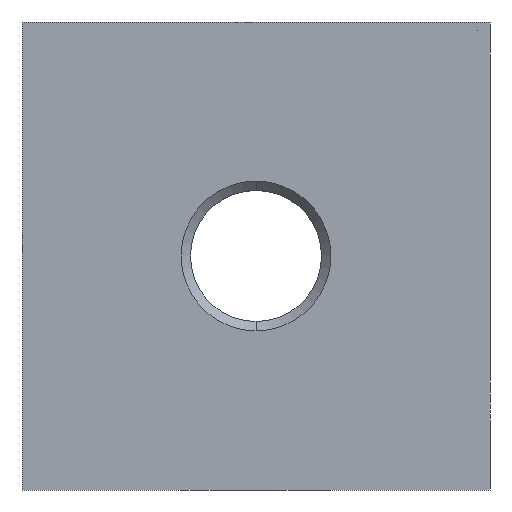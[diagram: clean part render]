
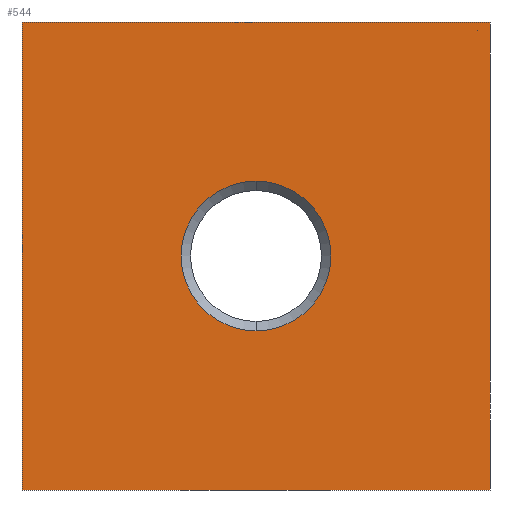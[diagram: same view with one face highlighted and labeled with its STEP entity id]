
A CAD part, front view. The second image highlights one B-rep face of the part: STEP entity #544.
In plain terms, the highlighted planar face has unit normal (0, -1, 0).
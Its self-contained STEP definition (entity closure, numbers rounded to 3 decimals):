
#10 = DIRECTION ( 'NONE',  ( 0., 1., 0. ) ) ;
#53 = ORIENTED_EDGE ( 'NONE', *, *, #480, .T. ) ;
#105 = VERTEX_POINT ( 'NONE', #280 ) ;
#107 = LINE ( 'NONE', #557, #373 ) ;
#111 = VERTEX_POINT ( 'NONE', #577 ) ;
#113 = ORIENTED_EDGE ( 'NONE', *, *, #685, .T. ) ;
#116 = ORIENTED_EDGE ( 'NONE', *, *, #660, .T. ) ;
#119 = VECTOR ( 'NONE', #446, 1000. ) ;
#122 = AXIS2_PLACEMENT_3D ( 'NONE', #420, #364, #427 ) ;
#124 = EDGE_LOOP ( 'NONE', ( #116, #301 ) ) ;
#145 = CARTESIAN_POINT ( 'NONE',  ( 12.5, 0., 25. ) ) ;
#154 = CIRCLE ( 'NONE', #501, 4. ) ;
#163 = VERTEX_POINT ( 'NONE', #573 ) ;
#186 = VECTOR ( 'NONE', #688, 1000. ) ;
#227 = LINE ( 'NONE', #145, #530 ) ;
#243 = DIRECTION ( 'NONE',  ( 0., 0., -1. ) ) ;
#263 = LINE ( 'NONE', #504, #119 ) ;
#268 = ORIENTED_EDGE ( 'NONE', *, *, #711, .F. ) ;
#275 = CARTESIAN_POINT ( 'NONE',  ( 0., 0., 12.5 ) ) ;
#280 = CARTESIAN_POINT ( 'NONE',  ( 0., 0., 8.5 ) ) ;
#285 = CARTESIAN_POINT ( 'NONE',  ( -12.5, 0., 25. ) ) ;
#298 = EDGE_LOOP ( 'NONE', ( #53, #331, #268, #113 ) ) ;
#301 = ORIENTED_EDGE ( 'NONE', *, *, #695, .T. ) ;
#323 = FACE_OUTER_BOUND ( 'NONE', #298, .T. ) ;
#325 = DIRECTION ( 'NONE',  ( 0., 1., 0. ) ) ;
#329 = DIRECTION ( 'NONE',  ( -1., 0., 0. ) ) ;
#331 = ORIENTED_EDGE ( 'NONE', *, *, #707, .F. ) ;
#333 = VERTEX_POINT ( 'NONE', #399 ) ;
#341 = CARTESIAN_POINT ( 'NONE',  ( 12.5, 0., 0. ) ) ;
#360 = FACE_BOUND ( 'NONE', #124, .T. ) ;
#364 = DIRECTION ( 'NONE',  ( 0., 1., 0. ) ) ;
#373 = VECTOR ( 'NONE', #329, 1000. ) ;
#385 = CIRCLE ( 'NONE', #478, 4. ) ;
#399 = CARTESIAN_POINT ( 'NONE',  ( -12.5, 0., 0. ) ) ;
#420 = CARTESIAN_POINT ( 'NONE',  ( 12.5, 0., 25. ) ) ;
#425 = PLANE ( 'NONE',  #122 ) ;
#427 = DIRECTION ( 'NONE',  ( 0., 0., 1. ) ) ;
#439 = DIRECTION ( 'NONE',  ( 0., 0., 1. ) ) ;
#445 = CARTESIAN_POINT ( 'NONE',  ( 0., 0., 12.5 ) ) ;
#446 = DIRECTION ( 'NONE',  ( -1., 0., 0. ) ) ;
#454 = VERTEX_POINT ( 'NONE', #631 ) ;
#478 = AXIS2_PLACEMENT_3D ( 'NONE', #275, #10, #509 ) ;
#480 = EDGE_CURVE ( 'NONE', #454, #333, #609, .T. ) ;
#491 = VERTEX_POINT ( 'NONE', #341 ) ;
#501 = AXIS2_PLACEMENT_3D ( 'NONE', #445, #325, #439 ) ;
#504 = CARTESIAN_POINT ( 'NONE',  ( 12.5, 0., 25. ) ) ;
#509 = DIRECTION ( 'NONE',  ( 0., 0., 1. ) ) ;
#530 = VECTOR ( 'NONE', #243, 1000. ) ;
#544 = ADVANCED_FACE ( 'NONE', ( #360, #323 ), #425, .F. ) ;
#557 = CARTESIAN_POINT ( 'NONE',  ( 12.5, 0., 0. ) ) ;
#573 = CARTESIAN_POINT ( 'NONE',  ( 0., 0., 16.5 ) ) ;
#577 = CARTESIAN_POINT ( 'NONE',  ( 12.5, 0., 25. ) ) ;
#609 = LINE ( 'NONE', #285, #186 ) ;
#631 = CARTESIAN_POINT ( 'NONE',  ( -12.5, 0., 25. ) ) ;
#660 = EDGE_CURVE ( 'NONE', #105, #163, #154, .T. ) ;
#685 = EDGE_CURVE ( 'NONE', #111, #454, #263, .T. ) ;
#688 = DIRECTION ( 'NONE',  ( 0., 0., -1. ) ) ;
#695 = EDGE_CURVE ( 'NONE', #163, #105, #385, .T. ) ;
#707 = EDGE_CURVE ( 'NONE', #491, #333, #107, .T. ) ;
#711 = EDGE_CURVE ( 'NONE', #111, #491, #227, .T. ) ;
